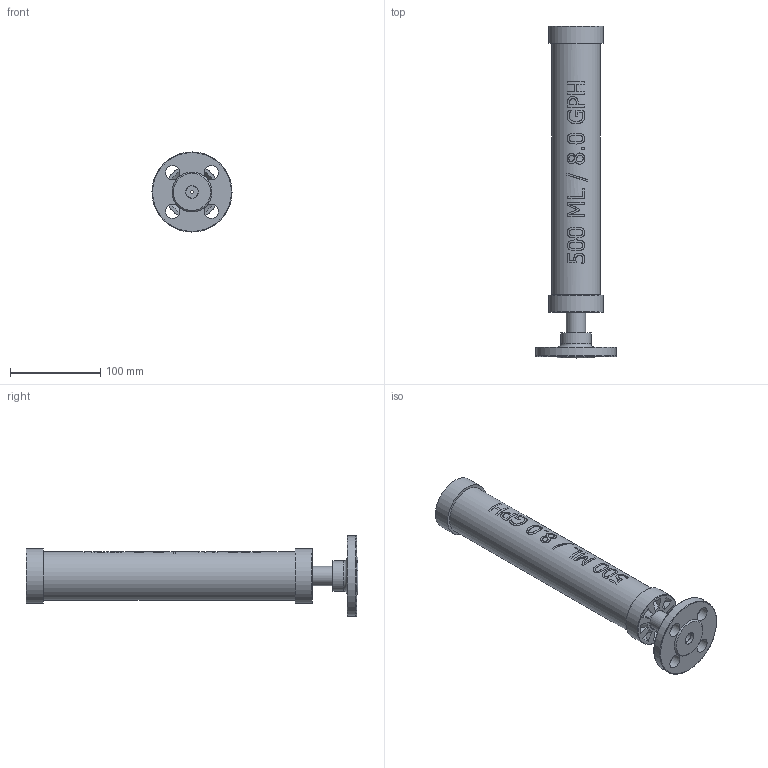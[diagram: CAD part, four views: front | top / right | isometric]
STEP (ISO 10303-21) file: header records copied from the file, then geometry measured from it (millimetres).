
FILE_DESCRIPTION((''),'2;1');
FILE_NAME('PV#3-500-F_R0.iam.stp','2016-10-13T14:10:17',(''),(''),'Autodesk Inventor 2009','Autodesk Inventor 2009','');
FILE_SCHEMA(('AUTOMOTIVE_DESIGN { 1 0 10303 214 1 1 1 1 }'));
Length unit declared in the file: inch
Products named in the file (7): PV#3-500-F_R0; PV-SW-500_R2; PV-500-TUBE_R0; PV-DC-500; SA-50FLG-PVC_R0; FLG-50PVC_R0; PIPE-50PVC_R0
Assembly tree (6 placements, depth 3):
  PV#3-500-F_R0
    PV-SW-500_R2
    PV-500-TUBE_R0
    PV-DC-500
    SA-50FLG-PVC_R0
      FLG-50PVC_R0
      PIPE-50PVC_R0
Bounding box: 88.9 x 368.3 x 88.9 mm (x, y, z)
Volume: 243896 mm3; surface area: 151496.2 mm2
Topology: 5 solids, 5 shells, 249 faces, 620 edges, 409 vertices
Faces by surface type: bspline 137, plane 72, cylinder 24, cone 16
Full cylindrical faces by diameter (mm): 15.875 x2, 50.927 x1, 53.975 x1, 60.96 x2
Entity records: 48286 total; most frequent: CARTESIAN_POINT 43163, ORIENTED_EDGE 1168, DIRECTION 662, EDGE_CURVE 584, VERTEX_POINT 403, EDGE_LOOP 325, FACE_OUTER_BOUND 249, ADVANCED_FACE 249
